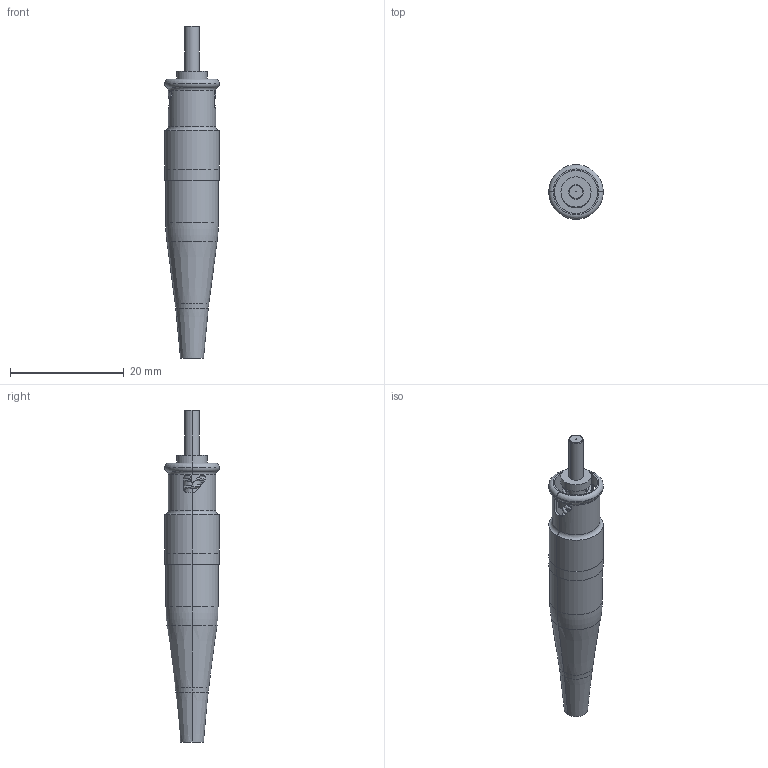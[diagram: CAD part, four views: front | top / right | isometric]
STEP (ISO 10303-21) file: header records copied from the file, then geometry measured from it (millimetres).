
FILE_DESCRIPTION (( 'STEP AP214' ), '1' );
FILE_NAME ('FOC-RSTSMS.STEP', '2017-09-28T14:17:06', ( '' ), ( '' ), 'SwSTEP 2.0', 'SolidWorks 2014', '' );
FILE_SCHEMA (( 'AUTOMOTIVE_DESIGN' ));
Length unit declared in the file: inch
Products named in the file (9): FOC-RSTMMN-MA3; FOC-RSTMMN-MA2; FOC-M83522-MA10; FOC-M83522-MA9; FOC-RSTMMS-MA5; FOC-RSTMMS-MA1; FOC-RSTMMS-MA8; FOC-RSTMMS-MA7; FOC-RSTSMS
Assembly tree (8 placements, depth 2):
  FOC-RSTSMS
    FOC-RSTMMS-MA7
    FOC-RSTMMS-MA8
    FOC-RSTMMS-MA1
    FOC-RSTMMS-MA5
    FOC-M83522-MA9
    FOC-M83522-MA10
    FOC-RSTMMN-MA2
    FOC-RSTMMN-MA3
Bounding box: 9.6 x 9.6 x 58.37 mm (x, y, z)
Volume: 1834.7 mm3; surface area: 3248.9 mm2
Topology: 8 solids, 8 shells, 163 faces, 370 edges, 230 vertices
Faces by surface type: cylinder 68, plane 45, cone 30, torus 18, bspline 2
Entity records: 7233 total; most frequent: CARTESIAN_POINT 2310, DIRECTION 852, ORIENTED_EDGE 740, EDGE_CURVE 370, AXIS2_PLACEMENT_3D 360, VERTEX_POINT 230, CIRCLE 188, EDGE_LOOP 186
